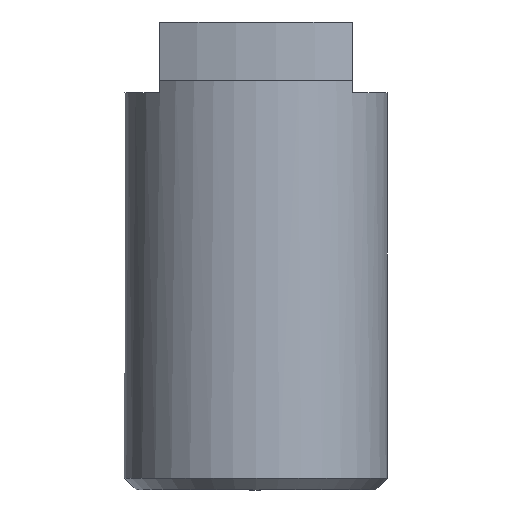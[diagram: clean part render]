
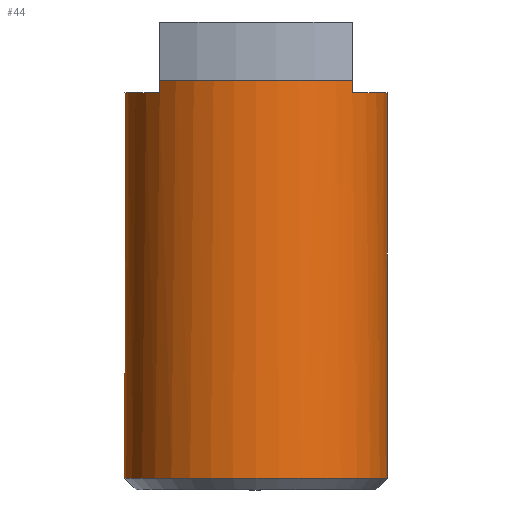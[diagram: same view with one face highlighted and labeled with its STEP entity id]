
A CAD part, left-side view. The second image highlights one B-rep face of the part: STEP entity #44.
In plain terms, the highlighted cylindrical face has radius 22.5 mm (diameter 45 mm), a full revolution.
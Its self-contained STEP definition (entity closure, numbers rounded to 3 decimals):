
#36=CYLINDRICAL_SURFACE('',#264,22.5);
#39=FACE_BOUND('',#74,.T.);
#40=FACE_BOUND('',#75,.T.);
#44=ADVANCED_FACE('',(#39,#40),#36,.T.);
#74=EDGE_LOOP('',(#121));
#75=EDGE_LOOP('',(#122,#123,#124,#125,#126,#127,#128,#129));
#88=LINE('',#362,#104);
#89=LINE('',#366,#105);
#90=LINE('',#370,#106);
#91=LINE('',#374,#107);
#104=VECTOR('',#295,1.);
#105=VECTOR('',#298,1.);
#106=VECTOR('',#301,1.);
#107=VECTOR('',#304,1.);
#121=ORIENTED_EDGE('',*,*,#191,.T.);
#122=ORIENTED_EDGE('',*,*,#189,.T.);
#123=ORIENTED_EDGE('',*,*,#192,.F.);
#124=ORIENTED_EDGE('',*,*,#193,.F.);
#125=ORIENTED_EDGE('',*,*,#194,.F.);
#126=ORIENTED_EDGE('',*,*,#195,.T.);
#127=ORIENTED_EDGE('',*,*,#196,.F.);
#128=ORIENTED_EDGE('',*,*,#197,.F.);
#129=ORIENTED_EDGE('',*,*,#198,.F.);
#171=VERTEX_POINT('',#356);
#172=VERTEX_POINT('',#357);
#173=VERTEX_POINT('',#361);
#174=VERTEX_POINT('',#363);
#175=VERTEX_POINT('',#365);
#176=VERTEX_POINT('',#367);
#177=VERTEX_POINT('',#369);
#178=VERTEX_POINT('',#371);
#179=VERTEX_POINT('',#373);
#189=EDGE_CURVE('',#171,#172,#215,.T.);
#191=EDGE_CURVE('',#173,#173,#216,.T.);
#192=EDGE_CURVE('',#174,#172,#88,.T.);
#193=EDGE_CURVE('',#175,#174,#217,.T.);
#194=EDGE_CURVE('',#176,#175,#89,.T.);
#195=EDGE_CURVE('',#176,#177,#218,.T.);
#196=EDGE_CURVE('',#178,#177,#90,.T.);
#197=EDGE_CURVE('',#179,#178,#219,.T.);
#198=EDGE_CURVE('',#171,#179,#91,.T.);
#215=CIRCLE('',#258,22.5);
#216=CIRCLE('',#260,22.5);
#217=CIRCLE('',#261,22.5);
#218=CIRCLE('',#262,22.5);
#219=CIRCLE('',#263,22.5);
#258=AXIS2_PLACEMENT_3D('',#355,#288,#289);
#260=AXIS2_PLACEMENT_3D('',#360,#293,#294);
#261=AXIS2_PLACEMENT_3D('',#364,#296,#297);
#262=AXIS2_PLACEMENT_3D('',#368,#299,#300);
#263=AXIS2_PLACEMENT_3D('',#372,#302,#303);
#264=AXIS2_PLACEMENT_3D('',#375,#305,#306);
#288=DIRECTION('',(0.,0.,-1.));
#289=DIRECTION('',(1.,0.,0.));
#293=DIRECTION('',(0.,0.,1.));
#294=DIRECTION('',(1.,0.,0.));
#295=DIRECTION('',(0.,0.,-1.));
#296=DIRECTION('',(0.,0.,1.));
#297=DIRECTION('',(1.,0.,0.));
#298=DIRECTION('',(0.,0.,1.));
#299=DIRECTION('',(0.,0.,-1.));
#300=DIRECTION('',(1.,0.,0.));
#301=DIRECTION('',(0.,0.,-1.));
#302=DIRECTION('',(0.,0.,1.));
#303=DIRECTION('',(1.,0.,0.));
#304=DIRECTION('',(0.,0.,1.));
#305=DIRECTION('',(0.,0.,1.));
#306=DIRECTION('',(1.,0.,0.));
#355=CARTESIAN_POINT('',(0.,0.,-12.1));
#356=CARTESIAN_POINT('',(15.329,-16.47,-12.1));
#357=CARTESIAN_POINT('',(-15.329,-16.47,-12.1));
#360=CARTESIAN_POINT('',(0.,0.,-78.));
#361=CARTESIAN_POINT('',(22.5,0.,-78.));
#362=CARTESIAN_POINT('',(-15.329,-16.47,-11.042));
#363=CARTESIAN_POINT('',(-15.329,-16.47,-9.985));
#364=CARTESIAN_POINT('',(0.,0.,-9.985));
#365=CARTESIAN_POINT('',(-15.329,16.47,-9.985));
#366=CARTESIAN_POINT('',(-15.329,16.47,-11.042));
#367=CARTESIAN_POINT('',(-15.329,16.47,-12.1));
#368=CARTESIAN_POINT('',(0.,0.,-12.1));
#369=CARTESIAN_POINT('',(15.329,16.47,-12.1));
#370=CARTESIAN_POINT('',(15.329,16.47,-11.042));
#371=CARTESIAN_POINT('',(15.329,16.47,-9.984));
#372=CARTESIAN_POINT('',(0.,0.,-9.985));
#373=CARTESIAN_POINT('',(15.329,-16.47,-9.984));
#374=CARTESIAN_POINT('',(15.329,-16.47,-11.042));
#375=CARTESIAN_POINT('',(0.,0.,0.));
